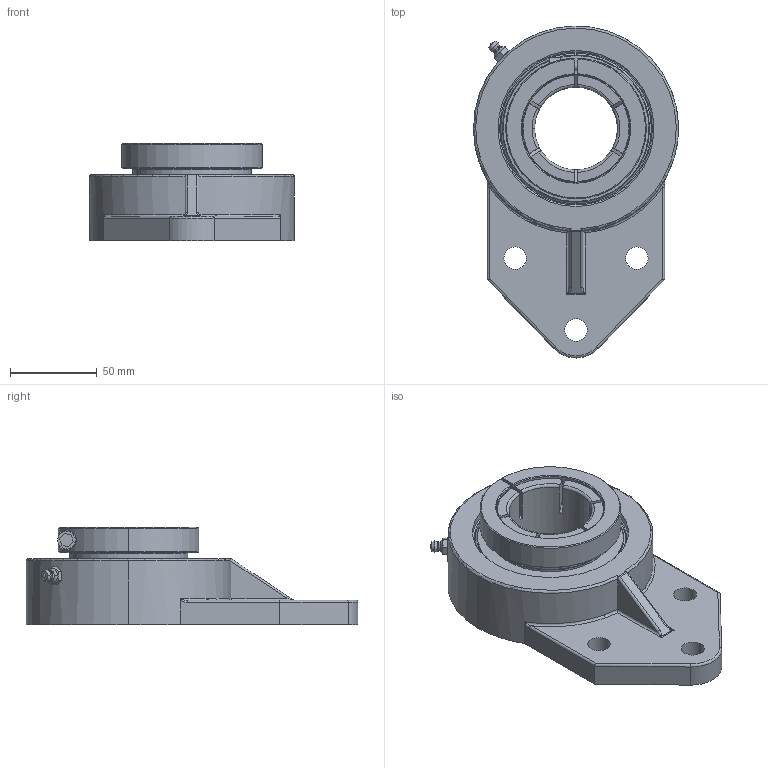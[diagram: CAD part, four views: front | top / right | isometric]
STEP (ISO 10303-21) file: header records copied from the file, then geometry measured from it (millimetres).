
FILE_DESCRIPTION(('HOOPS Exchange Step'),'2;1');
FILE_NAME('export-6932D5CE-D5DE-4A40-9385-7B573086A142.stp','2019-12-12T16:50:05+16:00',('ibuslach'),('Alibre'),'HOOPS Exchange 2019.2','Alibre','Unknown authorisation');
FILE_SCHEMA( ('AP242_MANAGED_MODEL_BASED_3D_ENGINEERING_MIM_LF {1 0 10303 442 1 1 4 }') );
Length unit declared in the file: centimetre
Products named in the file (8): MRN SFB 210; UCP ZERK 6mm; SUE 210 SHIELD; SUE 210 LOCK RING; SUE 210 BOLT; SUE 210-30 RACES; MRN SUE 210-30; MRN SUEFB 210-30
Assembly tree (8 placements, depth 3):
  MRN SUEFB 210-30
    MRN SFB 210
    UCP ZERK 6mm
    MRN SUE 210-30
      SUE 210 SHIELD  x2
      SUE 210 LOCK RING
      SUE 210 BOLT
      SUE 210-30 RACES
Bounding box: 118 x 191 x 55.9 mm (x, y, z)
Volume: 397278.4 mm3; surface area: 110388 mm2
Topology: 8 solids, 8 shells, 239 faces, 650 edges, 423 vertices
Faces by surface type: plane 77, cylinder 71, cone 40, torus 32, bspline 10, sphere 9
Full cylindrical faces by diameter (mm): 1.976 x2, 4.917 x2, 6 x2, 6.4 x1, 10 x1, 13 x3, 47.625 x1, 68 x4, 69.016 x2, 80 x2, 84 x2, 89.741 x1, 93.741 x1
Entity records: 13166 total; most frequent: CARTESIAN_POINT 7117, DIRECTION 1255, ORIENTED_EDGE 1244, EDGE_CURVE 622, AXIS2_PLACEMENT_3D 514, VERTEX_POINT 409, EDGE_LOOP 261, FACE_BOUND 261
